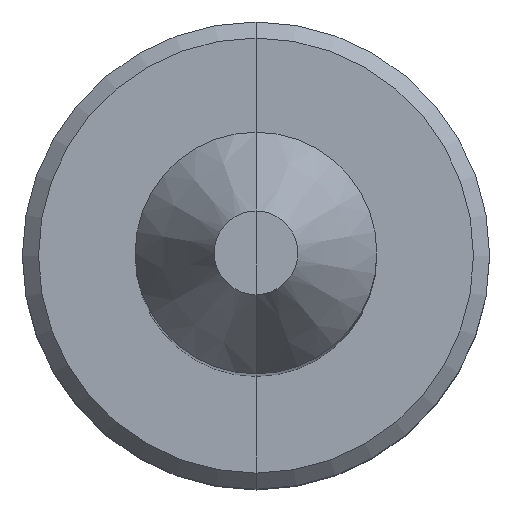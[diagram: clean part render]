
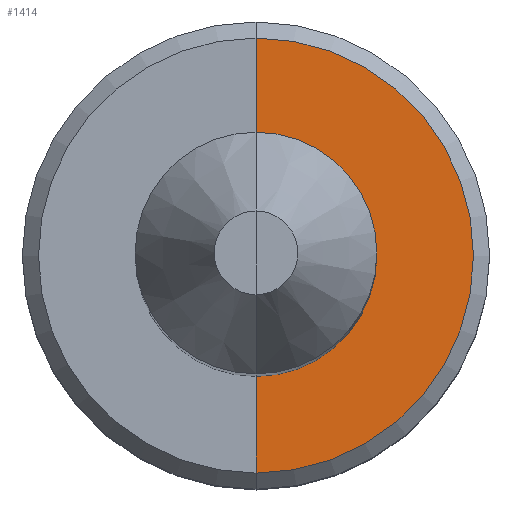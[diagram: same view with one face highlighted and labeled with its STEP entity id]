
A CAD part, top view. The second image highlights one B-rep face of the part: STEP entity #1414.
In plain terms, the highlighted planar face has unit normal (0, 0, 1).
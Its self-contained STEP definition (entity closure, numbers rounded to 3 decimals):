
#1300 = CONICAL_SURFACE('',#1301,2.9,0.785);
#1301 = AXIS2_PLACEMENT_3D('',#1302,#1303,#1304);
#1302 = CARTESIAN_POINT('',(0.,0.,-20.2));
#1303 = DIRECTION('',(-0.,-0.,-1.));
#1304 = DIRECTION('',(0.,-1.,0.));
#1338 = VERTEX_POINT('',#1339);
#1339 = CARTESIAN_POINT('',(0.,2.7,-20.));
#1365 = EDGE_CURVE('',#1366,#1338,#1368,.T.);
#1366 = VERTEX_POINT('',#1367);
#1367 = CARTESIAN_POINT('',(0.,-2.7,-20.));
#1368 = SURFACE_CURVE('',#1369,(#1374,#1381),.PCURVE_S1.);
#1369 = CIRCLE('',#1370,2.7);
#1370 = AXIS2_PLACEMENT_3D('',#1371,#1372,#1373);
#1371 = CARTESIAN_POINT('',(0.,0.,-20.));
#1372 = DIRECTION('',(0.,0.,1.));
#1373 = DIRECTION('',(0.,-1.,0.));
#1374 = PCURVE('',#1300,#1375);
#1375 = DEFINITIONAL_REPRESENTATION('',(#1376),#1380);
#1376 = LINE('',#1377,#1378);
#1377 = CARTESIAN_POINT('',(-0.,-0.2));
#1378 = VECTOR('',#1379,1.);
#1379 = DIRECTION('',(-1.,-0.));
#1380 = ( GEOMETRIC_REPRESENTATION_CONTEXT(2) 
PARAMETRIC_REPRESENTATION_CONTEXT() REPRESENTATION_CONTEXT('2D SPACE',''
  ) );
#1381 = PCURVE('',#1382,#1387);
#1382 = PLANE('',#1383);
#1383 = AXIS2_PLACEMENT_3D('',#1384,#1385,#1386);
#1384 = CARTESIAN_POINT('',(0.,0.,-20.));
#1385 = DIRECTION('',(0.,0.,1.));
#1386 = DIRECTION('',(0.,-1.,0.));
#1387 = DEFINITIONAL_REPRESENTATION('',(#1388),#1392);
#1388 = CIRCLE('',#1389,2.7);
#1389 = AXIS2_PLACEMENT_2D('',#1390,#1391);
#1390 = CARTESIAN_POINT('',(0.,0.));
#1391 = DIRECTION('',(1.,0.));
#1392 = ( GEOMETRIC_REPRESENTATION_CONTEXT(2) 
PARAMETRIC_REPRESENTATION_CONTEXT() REPRESENTATION_CONTEXT('2D SPACE',''
  ) );
#1414 = ADVANCED_FACE('',(#1415),#1382,.T.);
#1415 = FACE_BOUND('',#1416,.T.);
#1416 = EDGE_LOOP('',(#1417,#1418,#1446,#1475));
#1417 = ORIENTED_EDGE('',*,*,#1365,.T.);
#1418 = ORIENTED_EDGE('',*,*,#1419,.T.);
#1419 = EDGE_CURVE('',#1338,#1420,#1422,.T.);
#1420 = VERTEX_POINT('',#1421);
#1421 = CARTESIAN_POINT('',(0.,1.5,-20.));
#1422 = SURFACE_CURVE('',#1423,(#1427,#1434),.PCURVE_S1.);
#1423 = LINE('',#1424,#1425);
#1424 = CARTESIAN_POINT('',(0.,2.7,-20.));
#1425 = VECTOR('',#1426,1.);
#1426 = DIRECTION('',(0.,-1.,0.));
#1427 = PCURVE('',#1382,#1428);
#1428 = DEFINITIONAL_REPRESENTATION('',(#1429),#1433);
#1429 = LINE('',#1430,#1431);
#1430 = CARTESIAN_POINT('',(-2.7,0.));
#1431 = VECTOR('',#1432,1.);
#1432 = DIRECTION('',(1.,0.));
#1433 = ( GEOMETRIC_REPRESENTATION_CONTEXT(2) 
PARAMETRIC_REPRESENTATION_CONTEXT() REPRESENTATION_CONTEXT('2D SPACE',''
  ) );
#1434 = PCURVE('',#1435,#1440);
#1435 = PLANE('',#1436);
#1436 = AXIS2_PLACEMENT_3D('',#1437,#1438,#1439);
#1437 = CARTESIAN_POINT('',(0.,0.,-20.));
#1438 = DIRECTION('',(-0.,-0.,-1.));
#1439 = DIRECTION('',(0.,-1.,0.));
#1440 = DEFINITIONAL_REPRESENTATION('',(#1441),#1445);
#1441 = LINE('',#1442,#1443);
#1442 = CARTESIAN_POINT('',(-2.7,0.));
#1443 = VECTOR('',#1444,1.);
#1444 = DIRECTION('',(1.,0.));
#1445 = ( GEOMETRIC_REPRESENTATION_CONTEXT(2) 
PARAMETRIC_REPRESENTATION_CONTEXT() REPRESENTATION_CONTEXT('2D SPACE',''
  ) );
#1446 = ORIENTED_EDGE('',*,*,#1447,.F.);
#1447 = EDGE_CURVE('',#1448,#1420,#1450,.T.);
#1448 = VERTEX_POINT('',#1449);
#1449 = CARTESIAN_POINT('',(0.,-1.5,-20.));
#1450 = SURFACE_CURVE('',#1451,(#1456,#1463),.PCURVE_S1.);
#1451 = CIRCLE('',#1452,1.5);
#1452 = AXIS2_PLACEMENT_3D('',#1453,#1454,#1455);
#1453 = CARTESIAN_POINT('',(0.,0.,-20.));
#1454 = DIRECTION('',(0.,0.,1.));
#1455 = DIRECTION('',(0.,-1.,0.));
#1456 = PCURVE('',#1382,#1457);
#1457 = DEFINITIONAL_REPRESENTATION('',(#1458),#1462);
#1458 = CIRCLE('',#1459,1.5);
#1459 = AXIS2_PLACEMENT_2D('',#1460,#1461);
#1460 = CARTESIAN_POINT('',(0.,0.));
#1461 = DIRECTION('',(1.,0.));
#1462 = ( GEOMETRIC_REPRESENTATION_CONTEXT(2) 
PARAMETRIC_REPRESENTATION_CONTEXT() REPRESENTATION_CONTEXT('2D SPACE',''
  ) );
#1463 = PCURVE('',#1464,#1469);
#1464 = CYLINDRICAL_SURFACE('',#1465,1.5);
#1465 = AXIS2_PLACEMENT_3D('',#1466,#1467,#1468);
#1466 = CARTESIAN_POINT('',(0.,0.,-20.));
#1467 = DIRECTION('',(0.,0.,1.));
#1468 = DIRECTION('',(0.,-1.,0.));
#1469 = DEFINITIONAL_REPRESENTATION('',(#1470),#1474);
#1470 = LINE('',#1471,#1472);
#1471 = CARTESIAN_POINT('',(0.,0.));
#1472 = VECTOR('',#1473,1.);
#1473 = DIRECTION('',(1.,0.));
#1474 = ( GEOMETRIC_REPRESENTATION_CONTEXT(2) 
PARAMETRIC_REPRESENTATION_CONTEXT() REPRESENTATION_CONTEXT('2D SPACE',''
  ) );
#1475 = ORIENTED_EDGE('',*,*,#1476,.F.);
#1476 = EDGE_CURVE('',#1366,#1448,#1477,.T.);
#1477 = SURFACE_CURVE('',#1478,(#1482,#1489),.PCURVE_S1.);
#1478 = LINE('',#1479,#1480);
#1479 = CARTESIAN_POINT('',(0.,-2.7,-20.));
#1480 = VECTOR('',#1481,1.);
#1481 = DIRECTION('',(0.,1.,0.));
#1482 = PCURVE('',#1382,#1483);
#1483 = DEFINITIONAL_REPRESENTATION('',(#1484),#1488);
#1484 = LINE('',#1485,#1486);
#1485 = CARTESIAN_POINT('',(2.7,0.));
#1486 = VECTOR('',#1487,1.);
#1487 = DIRECTION('',(-1.,0.));
#1488 = ( GEOMETRIC_REPRESENTATION_CONTEXT(2) 
PARAMETRIC_REPRESENTATION_CONTEXT() REPRESENTATION_CONTEXT('2D SPACE',''
  ) );
#1489 = PCURVE('',#1435,#1490);
#1490 = DEFINITIONAL_REPRESENTATION('',(#1491),#1495);
#1491 = LINE('',#1492,#1493);
#1492 = CARTESIAN_POINT('',(2.7,-0.));
#1493 = VECTOR('',#1494,1.);
#1494 = DIRECTION('',(-1.,0.));
#1495 = ( GEOMETRIC_REPRESENTATION_CONTEXT(2) 
PARAMETRIC_REPRESENTATION_CONTEXT() REPRESENTATION_CONTEXT('2D SPACE',''
  ) );
